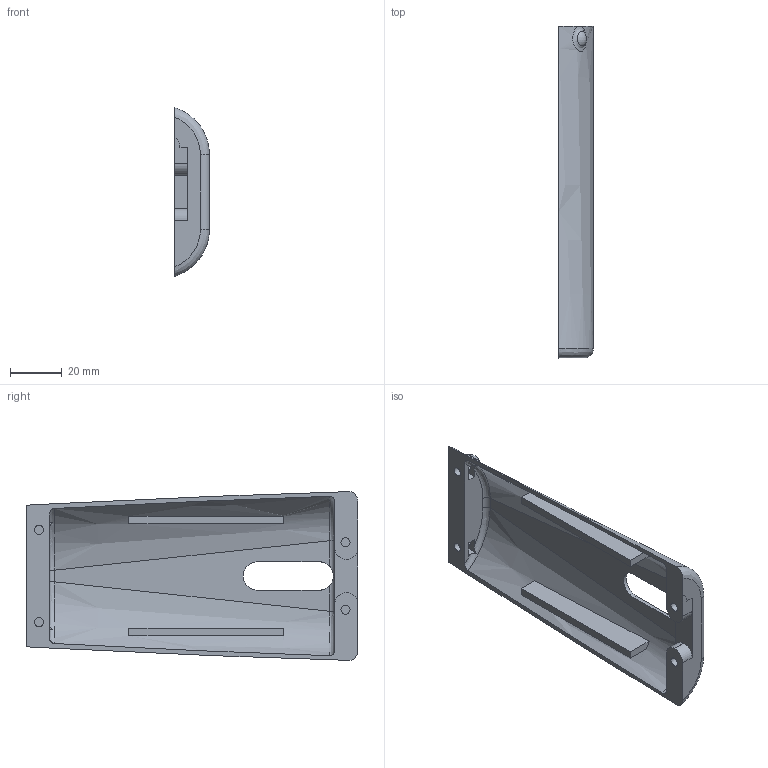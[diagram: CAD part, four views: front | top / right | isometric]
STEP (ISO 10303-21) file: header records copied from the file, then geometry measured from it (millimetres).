
FILE_DESCRIPTION(/* description */ (''),/* implementation_level */ '2;1');
FILE_NAME(/* name */ 'bd474b7d-4646-4c72-8732-8af3e8b10dae.stp',/* time_stamp */ '2019-03-12T20:35:46+01:00',/* author */ (''),/* organization */ (''),/* preprocessor_version */ 'ST-DEVELOPER v17.2',/* originating_system */ 'Autodesk Translation Framework v7.6.0.251',/* authorisation */ '');
FILE_SCHEMA (('AUTOMOTIVE_DESIGN { 1 0 10303 214 3 1 1 }'));
Length unit declared in the file: millimetre
Products named in the file (1): LowerArm3
Bounding box: 13.5 x 128.5 x 65.36 mm (x, y, z)
Volume: 23845.5 mm3; surface area: 21931.5 mm2
Topology: 1 solids, 1 shells, 80 faces, 229 edges, 158 vertices
Faces by surface type: plane 48, cylinder 18, bspline 8, cone 4, sphere 2
Full cylindrical faces by diameter (mm): 3.5 x8
Entity records: 4247 total; most frequent: CARTESIAN_POINT 2134, ORIENTED_EDGE 458, DIRECTION 393, EDGE_CURVE 229, VERTEX_POINT 158, AXIS2_PLACEMENT_3D 135, LINE 123, VECTOR 123
